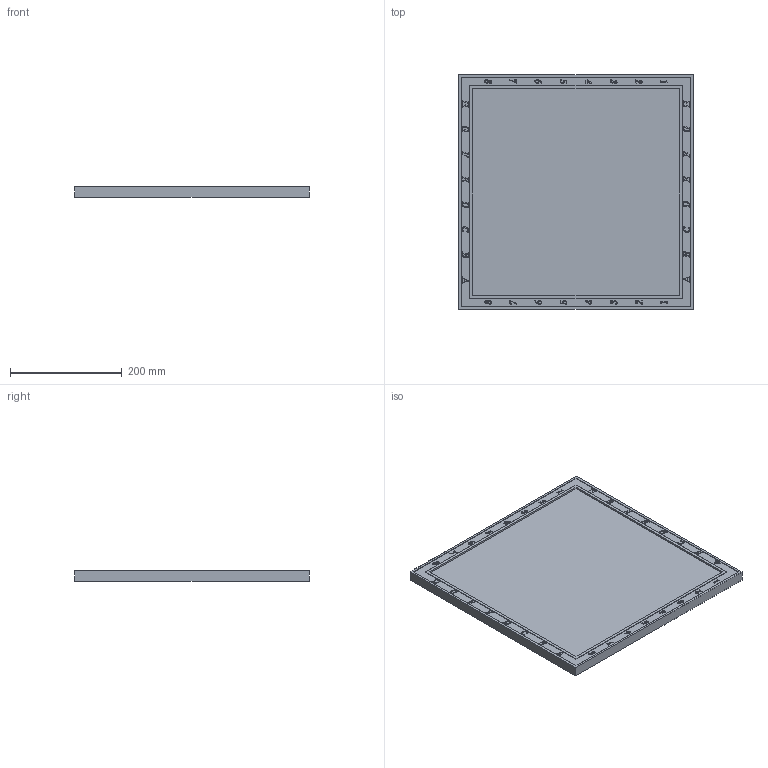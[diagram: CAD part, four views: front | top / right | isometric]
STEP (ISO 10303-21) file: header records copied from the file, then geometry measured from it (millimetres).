
FILE_DESCRIPTION(/* description */ (''),/* implementation_level */ '2;1');
FILE_NAME(/* name */ 'chess_table.stp',/* time_stamp */ '2024-02-07T14:34:07+01:00',/* author */ (''),/* organization */ (''),/* preprocessor_version */ 'ST-DEVELOPER v18.1',/* originating_system */ 'SIEMENS PLM Software NX 1961',/* authorisation */ '');
FILE_SCHEMA (('AUTOMOTIVE_DESIGN { 1 0 10303 214 3 1 1 1 }'));
Length unit declared in the file: millimetre
Products named in the file (1): Admi117872A8hm3w
Bounding box: 421 x 421 x 18.2 mm (x, y, z)
Volume: 2761022.7 mm3; surface area: 393436.3 mm2
Topology: 1 solids, 1 shells, 507 faces, 1362 edges, 908 vertices
Faces by surface type: plane 313, extrusion 194
Entity records: 18478 total; most frequent: CARTESIAN_POINT 6972, ORIENTED_EDGE 2724, DIRECTION 1552, EDGE_CURVE 1362, VECTOR 924, VERTEX_POINT 908, B_SPLINE_CURVE_WITH_KNOTS 826, LINE 730
